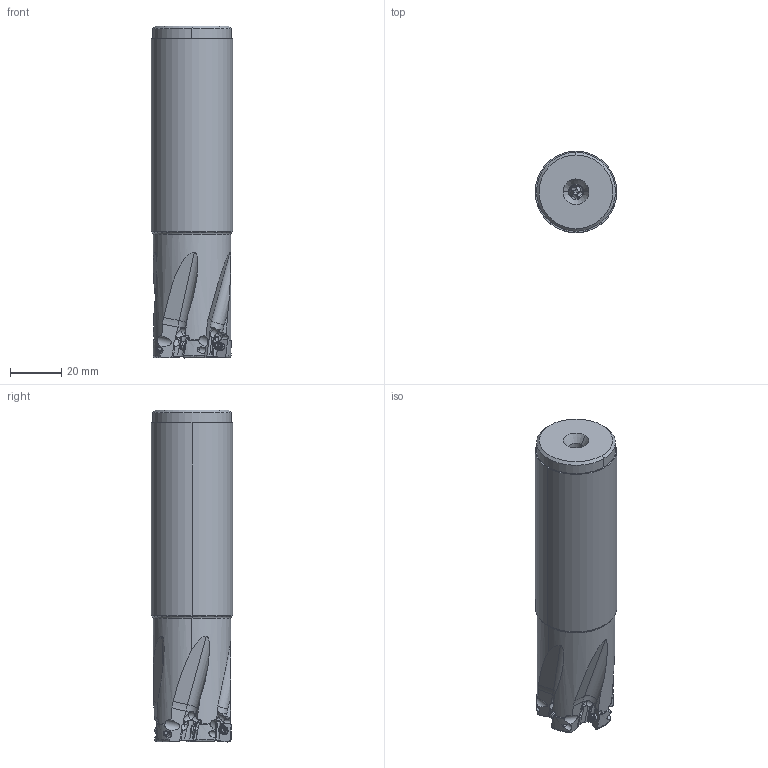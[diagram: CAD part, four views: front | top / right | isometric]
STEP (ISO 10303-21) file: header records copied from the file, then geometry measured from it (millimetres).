
FILE_DESCRIPTION(/* description */ (''),/* implementation_level */ '2;1');
FILE_NAME(/* name */ 'APX3000UR205SA20SA.stp',/* time_stamp */ '2021-09-08T11:45:43+09:00',/* author */ (''),/* organization */ (''),/* preprocessor_version */ 'ST-DEVELOPER v16',/* originating_system */ 'SIEMENS PLM Software NX 10.0',/* authorisation */ '');
FILE_SCHEMA (('AUTOMOTIVE_DESIGN { 1 0 10303 214 3 1 1 1 }'));
Length unit declared in the file: millimetre
Products named in the file (1): APX3000UR205SA20SA_ASM
Bounding box: 31.75 x 31.75 x 129.4 mm (x, y, z)
Volume: 89602.7 mm3; surface area: 17711 mm2
Topology: 6 solids, 6 shells, 469 faces, 1482 edges, 1034 vertices
Faces by surface type: cylinder 215, plane 113, cone 79, torus 37, sphere 25
Entity records: 22059 total; most frequent: CARTESIAN_POINT 8944, ORIENTED_EDGE 2916, DIRECTION 2537, EDGE_CURVE 1458, AXIS2_PLACEMENT_3D 1069, VERTEX_POINT 999, B_SPLINE_CURVE_WITH_KNOTS 496, EDGE_LOOP 487
